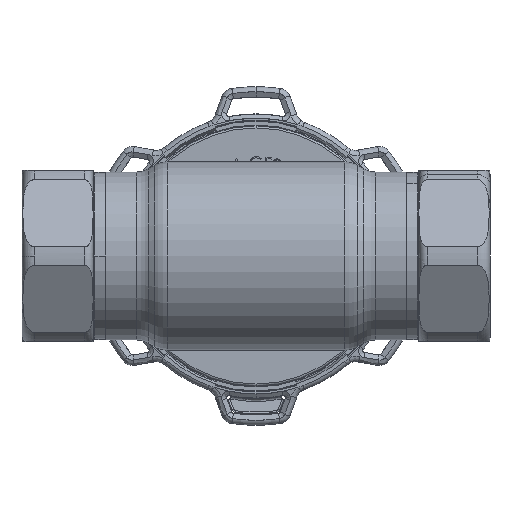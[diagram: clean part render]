
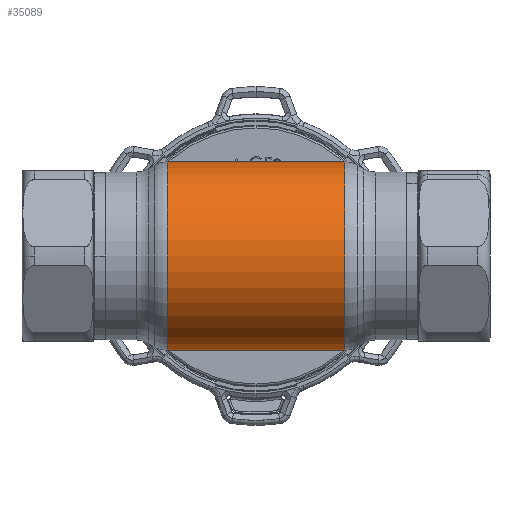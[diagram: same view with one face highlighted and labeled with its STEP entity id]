
A CAD part, front view. The second image highlights one B-rep face of the part: STEP entity #35089.
In plain terms, the highlighted cylindrical face has radius 22.5 mm (diameter 45 mm), a partial arc.
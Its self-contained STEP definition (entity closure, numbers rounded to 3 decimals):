
#2228 = CARTESIAN_POINT ( 'NONE',  ( -21.285, 0., -22.5 ) ) ;
#3595 = DIRECTION ( 'NONE',  ( -1., 0., 0. ) ) ;
#5969 = EDGE_CURVE ( 'NONE', #24566, #39241, #23179, .T. ) ;
#6405 = CARTESIAN_POINT ( 'NONE',  ( -62.69, 0., 0. ) ) ;
#6999 = CYLINDRICAL_SURFACE ( 'NONE', #8224, 22.5 ) ;
#7398 = ORIENTED_EDGE ( 'NONE', *, *, #5969, .F. ) ;
#8224 = AXIS2_PLACEMENT_3D ( 'NONE', #6405, #9990, #9797 ) ;
#8665 = VECTOR ( 'NONE', #3595, 1000. ) ;
#9135 = DIRECTION ( 'NONE',  ( -1., 0., 0. ) ) ;
#9186 = ORIENTED_EDGE ( 'NONE', *, *, #22202, .F. ) ;
#9797 = DIRECTION ( 'NONE',  ( 0., 0., 1. ) ) ;
#9990 = DIRECTION ( 'NONE',  ( -1., 0., 0. ) ) ;
#10870 = VERTEX_POINT ( 'NONE', #18956 ) ;
#15477 = VERTEX_POINT ( 'NONE', #34340 ) ;
#16887 = EDGE_CURVE ( 'NONE', #10870, #39241, #31809, .T. ) ;
#16897 = AXIS2_PLACEMENT_3D ( 'NONE', #36534, #9135, #18371 ) ;
#17030 = VECTOR ( 'NONE', #17261, 1000. ) ;
#17261 = DIRECTION ( 'NONE',  ( -1., 0., 0. ) ) ;
#17449 = LINE ( 'NONE', #38604, #17030 ) ;
#18371 = DIRECTION ( 'NONE',  ( 0., 0., 1. ) ) ;
#18956 = CARTESIAN_POINT ( 'NONE',  ( 21.285, 0., 22.5 ) ) ;
#19280 = AXIS2_PLACEMENT_3D ( 'NONE', #39254, #21096, #30487 ) ;
#21096 = DIRECTION ( 'NONE',  ( -1., 0., 0. ) ) ;
#21439 = ORIENTED_EDGE ( 'NONE', *, *, #29997, .T. ) ;
#22202 = EDGE_CURVE ( 'NONE', #15477, #24566, #17449, .T. ) ;
#23179 = CIRCLE ( 'NONE', #16897, 22.5 ) ;
#24566 = VERTEX_POINT ( 'NONE', #2228 ) ;
#29997 = EDGE_CURVE ( 'NONE', #15477, #10870, #36468, .T. ) ;
#30487 = DIRECTION ( 'NONE',  ( 0., 0., 1. ) ) ;
#31032 = CARTESIAN_POINT ( 'NONE',  ( -62.69, 0., 22.5 ) ) ;
#31809 = LINE ( 'NONE', #31032, #8665 ) ;
#34340 = CARTESIAN_POINT ( 'NONE',  ( 21.285, 0., -22.5 ) ) ;
#34406 = FACE_OUTER_BOUND ( 'NONE', #34820, .T. ) ;
#34820 = EDGE_LOOP ( 'NONE', ( #9186, #21439, #38409, #7398 ) ) ;
#35089 = ADVANCED_FACE ( 'NONE', ( #34406 ), #6999, .T. ) ;
#36468 = CIRCLE ( 'NONE', #19280, 22.5 ) ;
#36534 = CARTESIAN_POINT ( 'NONE',  ( -21.285, 0., 0. ) ) ;
#36784 = CARTESIAN_POINT ( 'NONE',  ( -21.285, 0., 22.5 ) ) ;
#38409 = ORIENTED_EDGE ( 'NONE', *, *, #16887, .T. ) ;
#38604 = CARTESIAN_POINT ( 'NONE',  ( -62.69, 0., -22.5 ) ) ;
#39241 = VERTEX_POINT ( 'NONE', #36784 ) ;
#39254 = CARTESIAN_POINT ( 'NONE',  ( 21.285, 0., 0. ) ) ;
